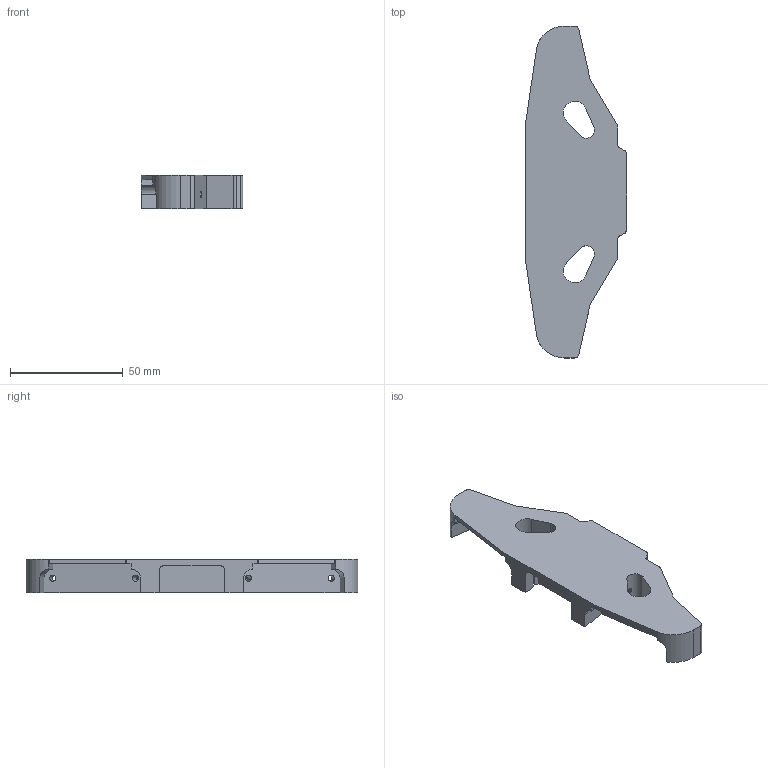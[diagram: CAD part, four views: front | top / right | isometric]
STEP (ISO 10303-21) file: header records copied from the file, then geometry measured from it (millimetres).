
FILE_DESCRIPTION(/* description */ ('Unknown'),/* implementation_level */ '2;1');
FILE_NAME(/* name */ 'Pare-choc arrière',/* time_stamp */ '2023-01-27T11:58:45+01:00',/* author */ ('Unknown'),/* organization */ ('Unknown'),/* preprocessor_version */ 'ST-DEVELOPER v16.7',/* originating_system */ 'DEX',/* authorisation */ $);
FILE_SCHEMA (('AUTOMOTIVE_DESIGN {1 0 10303 214 3 1 1}'));
Length unit declared in the file: millimetre
Products named in the file (1): 015.1-Pare-choc arrière
Bounding box: 45 x 146.96 x 15 mm (x, y, z)
Volume: 50283.2 mm3; surface area: 16745.3 mm2
Topology: 1 solids, 1 shells, 82 faces, 239 edges, 159 vertices
Faces by surface type: plane 52, cylinder 30
Full cylindrical faces by diameter (mm): 2.8 x4
Entity records: 2732 total; most frequent: CARTESIAN_POINT 503, ORIENTED_EDGE 460, DIRECTION 452, EDGE_CURVE 230, LINE 166, VECTOR 166, VERTEX_POINT 154, AXIS2_PLACEMENT_3D 143
